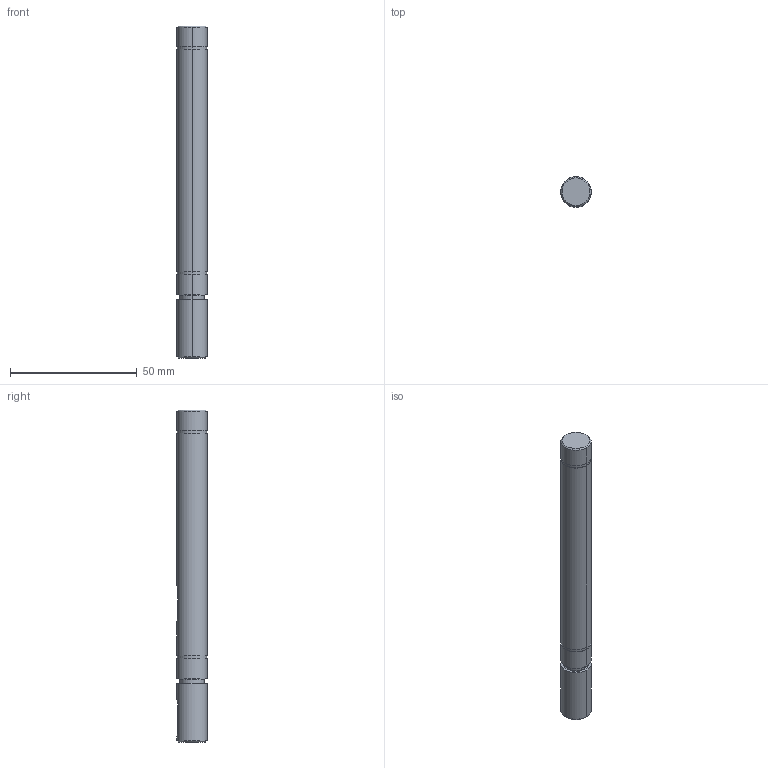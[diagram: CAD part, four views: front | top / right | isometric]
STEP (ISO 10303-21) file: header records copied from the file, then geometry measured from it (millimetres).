
FILE_DESCRIPTION (( 'STEP AP214' ), '1' );
FILE_NAME ('REM_USI_102.STEP', '2021-05-17T07:46:04', ( '' ), ( '' ), 'SwSTEP 2.0', 'SolidWorks 2016', '' );
FILE_SCHEMA (( 'AUTOMOTIVE_DESIGN' ));
Length unit declared in the file: millimetre
Products named in the file (1): REM_USI_102
Bounding box: 12.1 x 12.1 x 131 mm (x, y, z)
Volume: 14530.1 mm3; surface area: 5486.2 mm2
Topology: 1 solids, 1 shells, 46 faces, 102 edges, 63 vertices
Faces by surface type: cylinder 22, plane 14, cone 6, torus 4
Entity records: 1404 total; most frequent: CARTESIAN_POINT 330, DIRECTION 236, ORIENTED_EDGE 200, EDGE_CURVE 100, AXIS2_PLACEMENT_3D 97, VERTEX_POINT 63, EDGE_LOOP 53, CIRCLE 50
